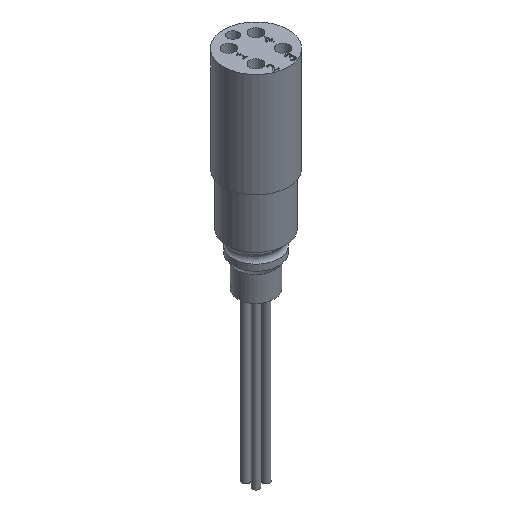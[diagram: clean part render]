
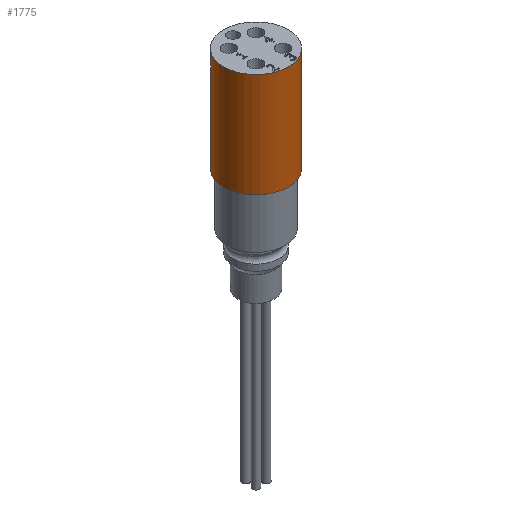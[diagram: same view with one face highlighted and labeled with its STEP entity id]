
A CAD part, isometric view. The second image highlights one B-rep face of the part: STEP entity #1775.
In plain terms, the highlighted cylindrical face has radius 7.75 mm (diameter 15.5 mm), a full revolution.
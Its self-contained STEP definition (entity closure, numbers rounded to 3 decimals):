
#28=CYLINDRICAL_SURFACE($,#1881,7.75);
#29=CIRCLE($,#1824,7.75);
#58=CIRCLE($,#1882,7.75);
#187=FACE_BOUND($,#426,.T.);
#289=FACE_OUTER_BOUND($,#425,.T.);
#425=EDGE_LOOP($,(#1592));
#426=EDGE_LOOP($,(#1593));
#858=VERTEX_POINT($,#3156);
#887=VERTEX_POINT($,#3243);
#1095=EDGE_CURVE($,#858,#858,#29,.T.);
#1124=EDGE_CURVE($,#887,#887,#58,.T.);
#1592=ORIENTED_EDGE($,*,*,#1095,.T.);
#1593=ORIENTED_EDGE($,*,*,#1124,.F.);
#1775=ADVANCED_FACE($,(#289,#187),#28,.T.);
#1824=AXIS2_PLACEMENT_3D($,#3157,#2118,#2119);
#1881=AXIS2_PLACEMENT_3D($,#3242,#2232,#2233);
#1882=AXIS2_PLACEMENT_3D($,#3244,#2234,#2235);
#2118=DIRECTION('center_axis',(0.,0.,-1.));
#2119=DIRECTION('ref_axis',(-1.,0.,0.));
#2232=DIRECTION('center_axis',(0.,0.,1.));
#2233=DIRECTION('ref_axis',(-1.,0.,0.));
#2234=DIRECTION('center_axis',(0.,0.,-1.));
#2235=DIRECTION('ref_axis',(-1.,0.,0.));
#3156=CARTESIAN_POINT('',(7.75,0.,25.));
#3157=CARTESIAN_POINT('Origin',(0.,0.,25.));
#3242=CARTESIAN_POINT('Origin',(0.,0.,0.));
#3243=CARTESIAN_POINT('',(7.75,0.,0.));
#3244=CARTESIAN_POINT('Origin',(0.,0.,0.));
